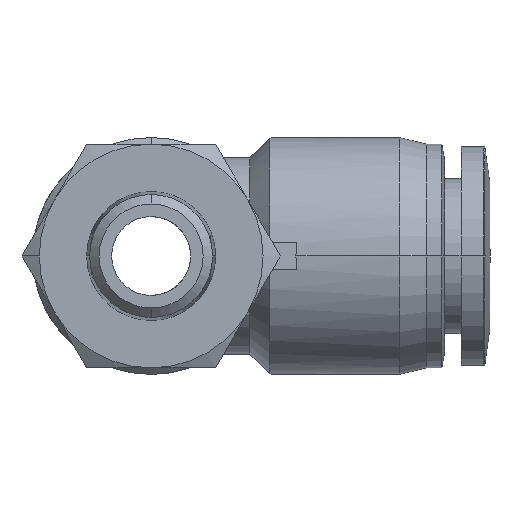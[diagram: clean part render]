
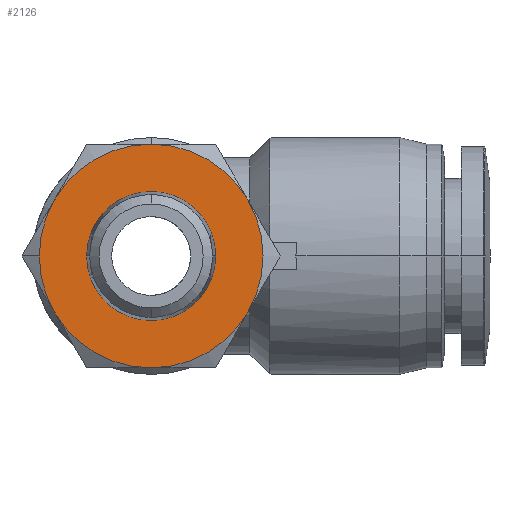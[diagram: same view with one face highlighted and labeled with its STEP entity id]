
A CAD part, front view. The second image highlights one B-rep face of the part: STEP entity #2126.
In plain terms, the highlighted planar face has unit normal (0, -1, 0).
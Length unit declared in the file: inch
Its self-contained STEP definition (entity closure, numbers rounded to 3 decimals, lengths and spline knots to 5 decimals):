
#1 = EDGE_CURVE ( 'NONE', #1230, #2264, #3309, .T. ) ;
#120 = CIRCLE ( 'NONE', #465, 0.19291 ) ;
#237 = DIRECTION ( 'NONE',  ( -1., 0., 0. ) ) ;
#265 = AXIS2_PLACEMENT_3D ( 'NONE', #430, #368, #277 ) ;
#277 = DIRECTION ( 'NONE',  ( -1., 0., 0. ) ) ;
#368 = DIRECTION ( 'NONE',  ( 0., -1., 0. ) ) ;
#422 = DIRECTION ( 'NONE',  ( 0., -1., 0. ) ) ;
#430 = CARTESIAN_POINT ( 'NONE',  ( 0., -0.19685, 0. ) ) ;
#456 = EDGE_CURVE ( 'NONE', #2381, #555, #1538, .T. ) ;
#465 = AXIS2_PLACEMENT_3D ( 'NONE', #3998, #1710, #4419 ) ;
#474 = CARTESIAN_POINT ( 'NONE',  ( 0., -0.19685, 0. ) ) ;
#555 = VERTEX_POINT ( 'NONE', #1986 ) ;
#638 = VERTEX_POINT ( 'NONE', #1837 ) ;
#879 = DIRECTION ( 'NONE',  ( -1., 0., 0. ) ) ;
#940 = ORIENTED_EDGE ( 'NONE', *, *, #3126, .F. ) ;
#947 = VERTEX_POINT ( 'NONE', #2814 ) ;
#948 = FACE_OUTER_BOUND ( 'NONE', #4082, .T. ) ;
#967 = AXIS2_PLACEMENT_3D ( 'NONE', #4192, #1873, #4603 ) ;
#1001 = DIRECTION ( 'NONE',  ( 0., -1., 0. ) ) ;
#1002 = CARTESIAN_POINT ( 'NONE',  ( -0.26378, -0.19685, 0. ) ) ;
#1230 = VERTEX_POINT ( 'NONE', #3339 ) ;
#1259 = DIRECTION ( 'NONE',  ( 0., -1., 0. ) ) ;
#1304 = EDGE_CURVE ( 'NONE', #2264, #2329, #1535, .T. ) ;
#1380 = DIRECTION ( 'NONE',  ( 0., 0., -1. ) ) ;
#1430 = ORIENTED_EDGE ( 'NONE', *, *, #2711, .T. ) ;
#1437 = CARTESIAN_POINT ( 'NONE',  ( 0., -0.19685, 0. ) ) ;
#1535 = CIRCLE ( 'NONE', #2875, 0.33465 ) ;
#1538 = CIRCLE ( 'NONE', #3573, 0.33465 ) ;
#1619 = CIRCLE ( 'NONE', #3741, 0.19291 ) ;
#1684 = ORIENTED_EDGE ( 'NONE', *, *, #4127, .T. ) ;
#1710 = DIRECTION ( 'NONE',  ( 0., -1., 0. ) ) ;
#1753 = PLANE ( 'NONE',  #3024 ) ;
#1817 = FACE_BOUND ( 'NONE', #4740, .T. ) ;
#1837 = CARTESIAN_POINT ( 'NONE',  ( -0.19291, -0.19685, 0. ) ) ;
#1873 = DIRECTION ( 'NONE',  ( 0., -1., 0. ) ) ;
#1883 = EDGE_CURVE ( 'NONE', #2517, #1230, #4321, .T. ) ;
#1986 = CARTESIAN_POINT ( 'NONE',  ( -0.33465, -0.19685, 0. ) ) ;
#2006 = CARTESIAN_POINT ( 'NONE',  ( 0., -0.19685, -0.33465 ) ) ;
#2070 = AXIS2_PLACEMENT_3D ( 'NONE', #3533, #1259, #3939 ) ;
#2126 = ADVANCED_FACE ( 'NONE', ( #1817, #948 ), #1753, .T. ) ;
#2171 = CARTESIAN_POINT ( 'NONE',  ( 0.28981, -0.19685, 0.16732 ) ) ;
#2237 = CARTESIAN_POINT ( 'NONE',  ( 0., -0.19685, 0.33465 ) ) ;
#2258 = ORIENTED_EDGE ( 'NONE', *, *, #1304, .T. ) ;
#2264 = VERTEX_POINT ( 'NONE', #2171 ) ;
#2329 = VERTEX_POINT ( 'NONE', #2237 ) ;
#2381 = VERTEX_POINT ( 'NONE', #4203 ) ;
#2511 = DIRECTION ( 'NONE',  ( 0., -1., 0. ) ) ;
#2517 = VERTEX_POINT ( 'NONE', #2006 ) ;
#2565 = ORIENTED_EDGE ( 'NONE', *, *, #3789, .T. ) ;
#2621 = CIRCLE ( 'NONE', #4193, 0.33465 ) ;
#2690 = CARTESIAN_POINT ( 'NONE',  ( 0., -0.19685, 0. ) ) ;
#2711 = EDGE_CURVE ( 'NONE', #555, #947, #4154, .T. ) ;
#2814 = CARTESIAN_POINT ( 'NONE',  ( -0.28981, -0.19685, -0.16732 ) ) ;
#2875 = AXIS2_PLACEMENT_3D ( 'NONE', #474, #3115, #879 ) ;
#2963 = AXIS2_PLACEMENT_3D ( 'NONE', #4882, #2511, #237 ) ;
#3022 = VERTEX_POINT ( 'NONE', #3893 ) ;
#3024 = AXIS2_PLACEMENT_3D ( 'NONE', #1002, #3668, #1380 ) ;
#3060 = DIRECTION ( 'NONE',  ( -1., 0., 0. ) ) ;
#3115 = DIRECTION ( 'NONE',  ( 0., -1., 0. ) ) ;
#3126 = EDGE_CURVE ( 'NONE', #638, #3022, #1619, .T. ) ;
#3250 = CARTESIAN_POINT ( 'NONE',  ( 0., -0.19685, 0. ) ) ;
#3309 = CIRCLE ( 'NONE', #265, 0.33465 ) ;
#3339 = CARTESIAN_POINT ( 'NONE',  ( 0.28981, -0.19685, -0.16732 ) ) ;
#3438 = ORIENTED_EDGE ( 'NONE', *, *, #1, .T. ) ;
#3533 = CARTESIAN_POINT ( 'NONE',  ( 0., -0.19685, 0. ) ) ;
#3573 = AXIS2_PLACEMENT_3D ( 'NONE', #1437, #3710, #4901 ) ;
#3667 = DIRECTION ( 'NONE',  ( -1., 0., 0. ) ) ;
#3668 = DIRECTION ( 'NONE',  ( 0., -1., 0. ) ) ;
#3710 = DIRECTION ( 'NONE',  ( 0., -1., 0. ) ) ;
#3741 = AXIS2_PLACEMENT_3D ( 'NONE', #2690, #422, #3060 ) ;
#3789 = EDGE_CURVE ( 'NONE', #947, #2517, #2621, .T. ) ;
#3893 = CARTESIAN_POINT ( 'NONE',  ( 0.19291, -0.19685, 0. ) ) ;
#3939 = DIRECTION ( 'NONE',  ( -1., 0., 0. ) ) ;
#3998 = CARTESIAN_POINT ( 'NONE',  ( 0., -0.19685, 0. ) ) ;
#4082 = EDGE_LOOP ( 'NONE', ( #2258, #1684, #4636, #1430, #2565, #4885, #3438 ) ) ;
#4127 = EDGE_CURVE ( 'NONE', #2329, #2381, #4739, .T. ) ;
#4154 = CIRCLE ( 'NONE', #2963, 0.33465 ) ;
#4192 = CARTESIAN_POINT ( 'NONE',  ( 0., -0.19685, 0. ) ) ;
#4193 = AXIS2_PLACEMENT_3D ( 'NONE', #3250, #1001, #3667 ) ;
#4203 = CARTESIAN_POINT ( 'NONE',  ( -0.28981, -0.19685, 0.16732 ) ) ;
#4246 = ORIENTED_EDGE ( 'NONE', *, *, #4279, .F. ) ;
#4279 = EDGE_CURVE ( 'NONE', #3022, #638, #120, .T. ) ;
#4321 = CIRCLE ( 'NONE', #967, 0.33465 ) ;
#4419 = DIRECTION ( 'NONE',  ( -1., 0., 0. ) ) ;
#4603 = DIRECTION ( 'NONE',  ( -1., 0., 0. ) ) ;
#4636 = ORIENTED_EDGE ( 'NONE', *, *, #456, .T. ) ;
#4739 = CIRCLE ( 'NONE', #2070, 0.33465 ) ;
#4740 = EDGE_LOOP ( 'NONE', ( #940, #4246 ) ) ;
#4882 = CARTESIAN_POINT ( 'NONE',  ( 0., -0.19685, 0. ) ) ;
#4885 = ORIENTED_EDGE ( 'NONE', *, *, #1883, .T. ) ;
#4901 = DIRECTION ( 'NONE',  ( -1., 0., 0. ) ) ;
